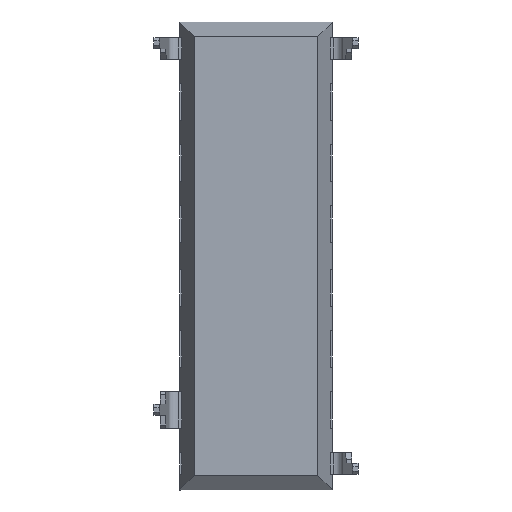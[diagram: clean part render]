
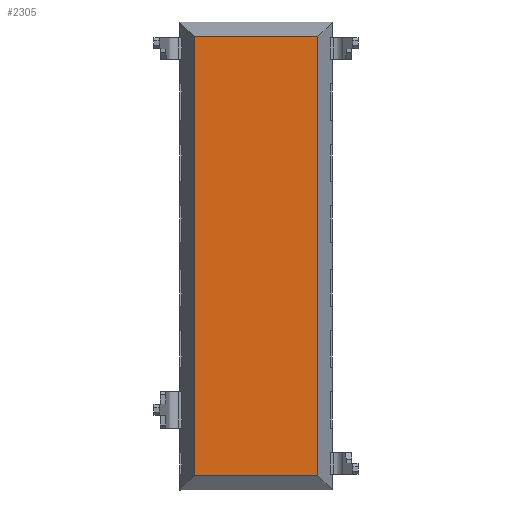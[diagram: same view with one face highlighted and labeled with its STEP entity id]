
A CAD part, front view. The second image highlights one B-rep face of the part: STEP entity #2305.
In plain terms, the highlighted planar face has unit normal (0, -1, 0).
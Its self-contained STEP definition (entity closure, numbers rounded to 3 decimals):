
#165=FACE_OUTER_BOUND('',#289,.T.);
#289=EDGE_LOOP('',(#1801,#1802,#1803,#1804));
#466=LINE('',#3361,#769);
#517=LINE('',#3462,#820);
#553=LINE('',#3539,#856);
#554=LINE('',#3540,#857);
#769=VECTOR('',#2732,1000.);
#820=VECTOR('',#2805,1000.);
#856=VECTOR('',#2869,1000.);
#857=VECTOR('',#2870,1000.);
#1040=VERTEX_POINT('',#3358);
#1041=VERTEX_POINT('',#3360);
#1079=VERTEX_POINT('',#3459);
#1080=VERTEX_POINT('',#3461);
#1278=EDGE_CURVE('',#1040,#1041,#466,.T.);
#1331=EDGE_CURVE('',#1080,#1079,#517,.T.);
#1371=EDGE_CURVE('',#1040,#1080,#553,.T.);
#1372=EDGE_CURVE('',#1041,#1079,#554,.T.);
#1801=ORIENTED_EDGE('',*,*,#1278,.F.);
#1802=ORIENTED_EDGE('',*,*,#1371,.T.);
#1803=ORIENTED_EDGE('',*,*,#1331,.T.);
#1804=ORIENTED_EDGE('',*,*,#1372,.F.);
#2191=PLANE('',#2456);
#2305=ADVANCED_FACE('',(#165),#2191,.T.);
#2456=AXIS2_PLACEMENT_3D('',#3538,#2867,#2868);
#2732=DIRECTION('',(0.,0.,1.));
#2805=DIRECTION('',(0.,0.,1.));
#2867=DIRECTION('center_axis',(0.,-1.,0.));
#2868=DIRECTION('ref_axis',(0.,0.,-1.));
#2869=DIRECTION('',(1.,0.,0.));
#2870=DIRECTION('',(1.,0.,0.));
#3358=CARTESIAN_POINT('',(-30.683,-2.209,-18.9));
#3360=CARTESIAN_POINT('',(-30.683,-2.209,-0.6));
#3361=CARTESIAN_POINT('',(-30.683,-2.209,-19.5));
#3459=CARTESIAN_POINT('',(-25.535,-2.209,-0.601));
#3461=CARTESIAN_POINT('',(-25.535,-2.209,-18.899));
#3462=CARTESIAN_POINT('',(-25.535,-2.209,-19.5));
#3538=CARTESIAN_POINT('Origin',(-30.683,-2.209,-19.5));
#3539=CARTESIAN_POINT('',(-30.683,-2.209,-18.9));
#3540=CARTESIAN_POINT('',(-30.682,-2.209,-0.6));
